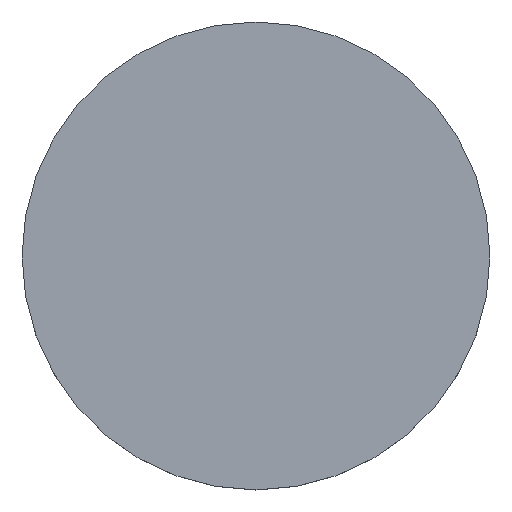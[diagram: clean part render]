
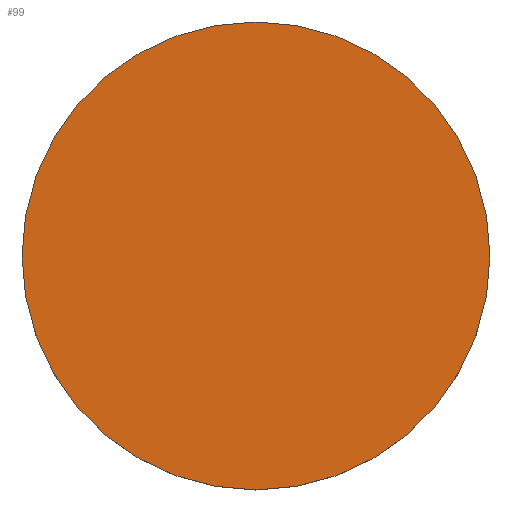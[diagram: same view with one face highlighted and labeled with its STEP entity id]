
A CAD part, top view. The second image highlights one B-rep face of the part: STEP entity #99.
In plain terms, the highlighted planar face has unit normal (0, 0, 1).
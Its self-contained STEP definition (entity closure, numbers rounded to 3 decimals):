
#34=FACE_OUTER_BOUND('',#42,.T.);
#42=EDGE_LOOP('',(#78));
#51=CIRCLE('',#122,10.);
#56=VERTEX_POINT('',#167);
#63=EDGE_CURVE('',#56,#56,#51,.T.);
#78=ORIENTED_EDGE('',*,*,#63,.T.);
#95=PLANE('',#123);
#99=ADVANCED_FACE('',(#34),#95,.T.);
#122=AXIS2_PLACEMENT_3D('',#168,#140,#141);
#123=AXIS2_PLACEMENT_3D('',#170,#143,#144);
#140=DIRECTION('center_axis',(0.,0.,1.));
#141=DIRECTION('ref_axis',(-1.,0.,0.));
#143=DIRECTION('center_axis',(0.,0.,1.));
#144=DIRECTION('ref_axis',(-1.,0.,0.));
#167=CARTESIAN_POINT('',(10.,0.,139.));
#168=CARTESIAN_POINT('Origin',(0.,0.,139.));
#170=CARTESIAN_POINT('Origin',(0.,0.,139.));
